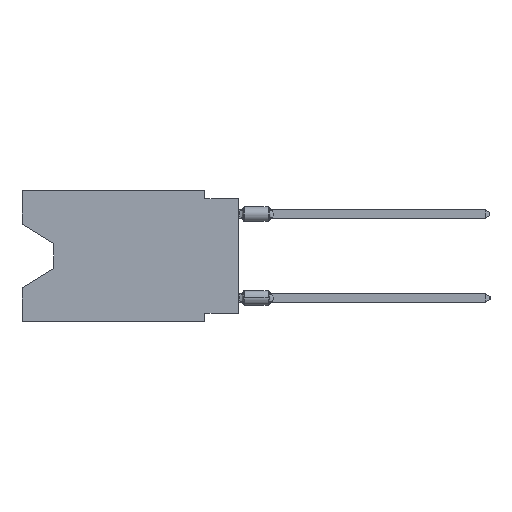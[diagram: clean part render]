
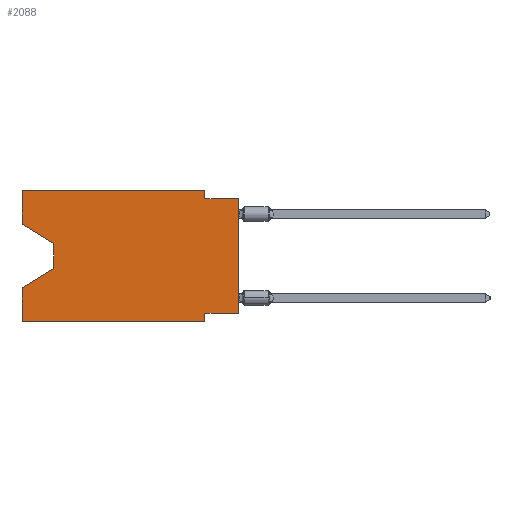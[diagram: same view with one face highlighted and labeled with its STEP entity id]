
A CAD part, left-side view. The second image highlights one B-rep face of the part: STEP entity #2088.
In plain terms, the highlighted planar face has unit normal (-1, 0, 0).
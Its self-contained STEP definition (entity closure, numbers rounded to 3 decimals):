
#725 = CARTESIAN_POINT ( 'NONE',  ( 0., 16.383, -9.906 ) ) ;
#1202 = EDGE_CURVE ( 'NONE', #18813, #7027, #33317, .T. ) ;
#1266 = CARTESIAN_POINT ( 'NONE',  ( 0., 16.383, -9.906 ) ) ;
#1802 = CARTESIAN_POINT ( 'NONE',  ( 0., 0., -9.271 ) ) ;
#1869 = ORIENTED_EDGE ( 'NONE', *, *, #2691, .T. ) ;
#2088 = ADVANCED_FACE ( 'NONE', ( #31437 ), #34860, .F. ) ;
#2355 = VECTOR ( 'NONE', #21289, 1000. ) ;
#2684 = LINE ( 'NONE', #41948, #16215 ) ;
#2691 = EDGE_CURVE ( 'NONE', #10512, #25793, #33039, .T. ) ;
#3791 = LINE ( 'NONE', #39820, #31239 ) ;
#4307 = DIRECTION ( 'NONE',  ( 0., 0., -1. ) ) ;
#4381 = EDGE_CURVE ( 'NONE', #41740, #6517, #26224, .T. ) ;
#4671 = CARTESIAN_POINT ( 'NONE',  ( 0., 2.54, -9.906 ) ) ;
#5070 = CARTESIAN_POINT ( 'NONE',  ( 0., 2.54, 0. ) ) ;
#6164 = ORIENTED_EDGE ( 'NONE', *, *, #27498, .F. ) ;
#6517 = VERTEX_POINT ( 'NONE', #11075 ) ;
#6602 = EDGE_CURVE ( 'NONE', #20403, #36776, #17314, .T. ) ;
#7027 = VERTEX_POINT ( 'NONE', #38873 ) ;
#7873 = DIRECTION ( 'NONE',  ( 0., 0.855, -0.519 ) ) ;
#9346 = VERTEX_POINT ( 'NONE', #11614 ) ;
#10512 = VERTEX_POINT ( 'NONE', #725 ) ;
#11075 = CARTESIAN_POINT ( 'NONE',  ( 0., 16.383, 0. ) ) ;
#11456 = LINE ( 'NONE', #1802, #40487 ) ;
#11614 = CARTESIAN_POINT ( 'NONE',  ( 0., 0., -0.635 ) ) ;
#11852 = CARTESIAN_POINT ( 'NONE',  ( 0., 13.97, -4.013 ) ) ;
#11899 = AXIS2_PLACEMENT_3D ( 'NONE', #25209, #32066, #38284 ) ;
#12613 = VERTEX_POINT ( 'NONE', #18732 ) ;
#13820 = EDGE_CURVE ( 'NONE', #12613, #19197, #11456, .T. ) ;
#16215 = VECTOR ( 'NONE', #38744, 1000. ) ;
#16693 = VECTOR ( 'NONE', #32676, 1000. ) ;
#17016 = LINE ( 'NONE', #23438, #24240 ) ;
#17314 = LINE ( 'NONE', #26755, #26119 ) ;
#18732 = CARTESIAN_POINT ( 'NONE',  ( 0., 0., -9.271 ) ) ;
#18813 = VERTEX_POINT ( 'NONE', #5070 ) ;
#19197 = VERTEX_POINT ( 'NONE', #41651 ) ;
#19367 = CARTESIAN_POINT ( 'NONE',  ( 0., 16.383, 0. ) ) ;
#19711 = ORIENTED_EDGE ( 'NONE', *, *, #39588, .T. ) ;
#20403 = VERTEX_POINT ( 'NONE', #20691 ) ;
#20647 = CARTESIAN_POINT ( 'NONE',  ( 0., 16.383, 0. ) ) ;
#20691 = CARTESIAN_POINT ( 'NONE',  ( 0., 13.97, -5.893 ) ) ;
#21289 = DIRECTION ( 'NONE',  ( 0., 0., -1. ) ) ;
#22122 = VECTOR ( 'NONE', #4307, 1000. ) ;
#22511 = ORIENTED_EDGE ( 'NONE', *, *, #1202, .F. ) ;
#22611 = ORIENTED_EDGE ( 'NONE', *, *, #38991, .T. ) ;
#22624 = EDGE_CURVE ( 'NONE', #12613, #9346, #27923, .T. ) ;
#22699 = ORIENTED_EDGE ( 'NONE', *, *, #30671, .F. ) ;
#23414 = DIRECTION ( 'NONE',  ( 0., 0., 1. ) ) ;
#23438 = CARTESIAN_POINT ( 'NONE',  ( 0., 16.383, -2.546 ) ) ;
#24240 = VECTOR ( 'NONE', #36541, 1000. ) ;
#24325 = LINE ( 'NONE', #20647, #39393 ) ;
#24352 = VECTOR ( 'NONE', #41011, 1000. ) ;
#24782 = ORIENTED_EDGE ( 'NONE', *, *, #22624, .T. ) ;
#25209 = CARTESIAN_POINT ( 'NONE',  ( 0., 16.383, 0. ) ) ;
#25699 = ORIENTED_EDGE ( 'NONE', *, *, #33296, .F. ) ;
#25793 = VERTEX_POINT ( 'NONE', #4671 ) ;
#25811 = CARTESIAN_POINT ( 'NONE',  ( 0., 16.383, 0. ) ) ;
#26119 = VECTOR ( 'NONE', #7873, 1000. ) ;
#26224 = LINE ( 'NONE', #19367, #38363 ) ;
#26552 = DIRECTION ( 'NONE',  ( 0., 0., -1. ) ) ;
#26755 = CARTESIAN_POINT ( 'NONE',  ( 0., 13.97, -5.893 ) ) ;
#26863 = ORIENTED_EDGE ( 'NONE', *, *, #13820, .F. ) ;
#27498 = EDGE_CURVE ( 'NONE', #7027, #9346, #2684, .T. ) ;
#27923 = LINE ( 'NONE', #37582, #24352 ) ;
#29526 = CARTESIAN_POINT ( 'NONE',  ( 0., 13.97, -4.013 ) ) ;
#29784 = CARTESIAN_POINT ( 'NONE',  ( 0., 16.383, -7.36 ) ) ;
#30671 = EDGE_CURVE ( 'NONE', #10512, #36776, #24325, .T. ) ;
#30964 = EDGE_CURVE ( 'NONE', #6517, #18813, #32231, .T. ) ;
#30967 = DIRECTION ( 'NONE',  ( 0., 1., 0. ) ) ;
#31239 = VECTOR ( 'NONE', #26552, 1000. ) ;
#31437 = FACE_OUTER_BOUND ( 'NONE', #36293, .T. ) ;
#31514 = VERTEX_POINT ( 'NONE', #29526 ) ;
#32066 = DIRECTION ( 'NONE',  ( 1., 0., 0. ) ) ;
#32231 = LINE ( 'NONE', #25811, #16693 ) ;
#32332 = CARTESIAN_POINT ( 'NONE',  ( 0., 16.383, -2.546 ) ) ;
#32676 = DIRECTION ( 'NONE',  ( 0., -1., 0. ) ) ;
#33039 = LINE ( 'NONE', #1266, #33081 ) ;
#33081 = VECTOR ( 'NONE', #36888, 1000. ) ;
#33296 = EDGE_CURVE ( 'NONE', #19197, #25793, #3791, .T. ) ;
#33317 = LINE ( 'NONE', #33949, #22122 ) ;
#33949 = CARTESIAN_POINT ( 'NONE',  ( 0., 2.54, 0. ) ) ;
#34197 = ORIENTED_EDGE ( 'NONE', *, *, #4381, .F. ) ;
#34860 = PLANE ( 'NONE',  #11899 ) ;
#35177 = ORIENTED_EDGE ( 'NONE', *, *, #30964, .F. ) ;
#35244 = LINE ( 'NONE', #11852, #2355 ) ;
#35630 = ORIENTED_EDGE ( 'NONE', *, *, #6602, .T. ) ;
#36293 = EDGE_LOOP ( 'NONE', ( #22611, #19711, #35630, #22699, #1869, #25699, #26863, #24782, #6164, #22511, #35177, #34197 ) ) ;
#36541 = DIRECTION ( 'NONE',  ( 0., -0.855, -0.519 ) ) ;
#36769 = DIRECTION ( 'NONE',  ( 0., 0., 1. ) ) ;
#36776 = VERTEX_POINT ( 'NONE', #29784 ) ;
#36888 = DIRECTION ( 'NONE',  ( 0., -1., 0. ) ) ;
#37582 = CARTESIAN_POINT ( 'NONE',  ( 0., 0., 0. ) ) ;
#38284 = DIRECTION ( 'NONE',  ( 0., 0., -1. ) ) ;
#38363 = VECTOR ( 'NONE', #23414, 1000. ) ;
#38744 = DIRECTION ( 'NONE',  ( 0., -1., 0. ) ) ;
#38873 = CARTESIAN_POINT ( 'NONE',  ( 0., 2.54, -0.635 ) ) ;
#38991 = EDGE_CURVE ( 'NONE', #41740, #31514, #17016, .T. ) ;
#39393 = VECTOR ( 'NONE', #36769, 1000. ) ;
#39588 = EDGE_CURVE ( 'NONE', #31514, #20403, #35244, .T. ) ;
#39820 = CARTESIAN_POINT ( 'NONE',  ( 0., 2.54, -9.906 ) ) ;
#40487 = VECTOR ( 'NONE', #30967, 1000. ) ;
#41011 = DIRECTION ( 'NONE',  ( 0., 0., 1. ) ) ;
#41651 = CARTESIAN_POINT ( 'NONE',  ( 0., 2.54, -9.271 ) ) ;
#41740 = VERTEX_POINT ( 'NONE', #32332 ) ;
#41948 = CARTESIAN_POINT ( 'NONE',  ( 0., 0., -0.635 ) ) ;
